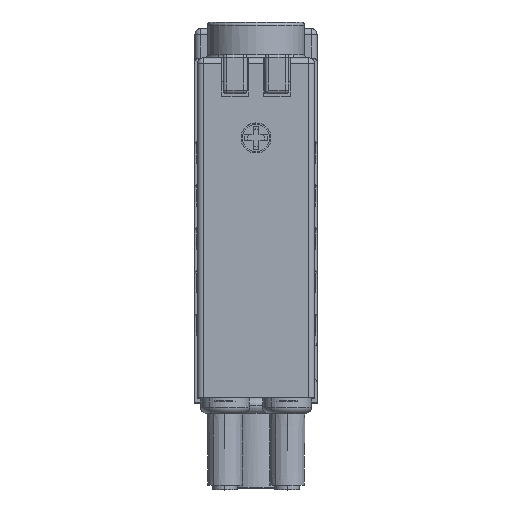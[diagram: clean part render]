
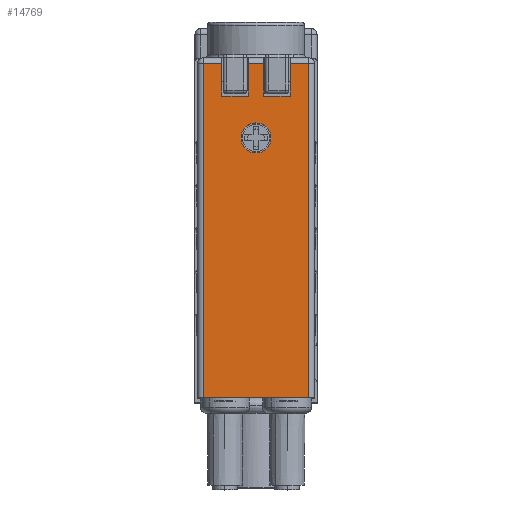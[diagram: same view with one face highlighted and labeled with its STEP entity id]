
A CAD part, top view. The second image highlights one B-rep face of the part: STEP entity #14769.
In plain terms, the highlighted planar face has unit normal (0, 0, 1).
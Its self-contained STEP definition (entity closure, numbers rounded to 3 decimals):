
#491=FACE_BOUND('',#19013,.T.);
#492=FACE_BOUND('',#19014,.T.);
#10701=LINE('',#60297,#12946);
#10703=LINE('',#60306,#12948);
#10707=LINE('',#60325,#12952);
#10709=LINE('',#60331,#12954);
#10712=LINE('',#60345,#12957);
#10719=LINE('',#60372,#12964);
#10720=LINE('',#60374,#12965);
#10724=LINE('',#60381,#12969);
#10728=LINE('',#60388,#12973);
#10729=LINE('',#60390,#12974);
#10735=LINE('',#60401,#12980);
#10739=LINE('',#60408,#12984);
#12946=VECTOR('',#49449,1.);
#12948=VECTOR('',#49457,1.);
#12952=VECTOR('',#49477,1.);
#12954=VECTOR('',#49483,1.);
#12957=VECTOR('',#49498,1.);
#12964=VECTOR('',#49525,1.);
#12965=VECTOR('',#49528,1.);
#12969=VECTOR('',#49534,1.);
#12973=VECTOR('',#49540,1.);
#12974=VECTOR('',#49543,1.);
#12980=VECTOR('',#49551,1.);
#12984=VECTOR('',#49557,1.);
#14769=ADVANCED_FACE('',(#491,#492),#15462,.F.);
#15462=PLANE('',#40198);
#19013=EDGE_LOOP('',(#27281,#27282,#27283,#27284,#27285,#27286,#27287,#27288,
#27289,#27290,#27291,#27292));
#19014=EDGE_LOOP('',(#27293,#27294));
#27281=ORIENTED_EDGE('',*,*,#34540,.T.);
#27282=ORIENTED_EDGE('',*,*,#34533,.T.);
#27283=ORIENTED_EDGE('',*,*,#34573,.F.);
#27284=ORIENTED_EDGE('',*,*,#34521,.T.);
#27285=ORIENTED_EDGE('',*,*,#34530,.T.);
#27286=ORIENTED_EDGE('',*,*,#34563,.F.);
#27287=ORIENTED_EDGE('',*,*,#34562,.F.);
#27288=ORIENTED_EDGE('',*,*,#34569,.F.);
#27289=ORIENTED_EDGE('',*,*,#34517,.T.);
#27290=ORIENTED_EDGE('',*,*,#34554,.F.);
#27291=ORIENTED_EDGE('',*,*,#34553,.F.);
#27292=ORIENTED_EDGE('',*,*,#34558,.F.);
#27293=ORIENTED_EDGE('',*,*,#34547,.F.);
#27294=ORIENTED_EDGE('',*,*,#34574,.F.);
#30291=VERTEX_POINT('',#60295);
#30293=VERTEX_POINT('',#60298);
#30296=VERTEX_POINT('',#60305);
#30297=VERTEX_POINT('',#60307);
#30302=VERTEX_POINT('',#60323);
#30304=VERTEX_POINT('',#60329);
#30306=VERTEX_POINT('',#60332);
#30310=VERTEX_POINT('',#60343);
#30314=VERTEX_POINT('',#60355);
#30316=VERTEX_POINT('',#60359);
#30319=VERTEX_POINT('',#60369);
#30320=VERTEX_POINT('',#60371);
#30323=VERTEX_POINT('',#60385);
#30324=VERTEX_POINT('',#60387);
#34517=EDGE_CURVE('',#30293,#30291,#10701,.T.);
#34521=EDGE_CURVE('',#30297,#30296,#10703,.T.);
#34530=EDGE_CURVE('',#30296,#30302,#10707,.T.);
#34533=EDGE_CURVE('',#30306,#30304,#10709,.T.);
#34540=EDGE_CURVE('',#30310,#30306,#10712,.T.);
#34547=EDGE_CURVE('',#30316,#30314,#36594,.T.);
#34553=EDGE_CURVE('',#30320,#30319,#10719,.T.);
#34554=EDGE_CURVE('',#30319,#30291,#10720,.T.);
#34558=EDGE_CURVE('',#30310,#30320,#10724,.T.);
#34562=EDGE_CURVE('',#30324,#30323,#10728,.T.);
#34563=EDGE_CURVE('',#30323,#30302,#10729,.T.);
#34569=EDGE_CURVE('',#30293,#30324,#10735,.T.);
#34573=EDGE_CURVE('',#30297,#30304,#10739,.T.);
#34574=EDGE_CURVE('',#30314,#30316,#36598,.T.);
#36594=CIRCLE('',#40185,1.25);
#36598=CIRCLE('',#40197,1.25);
#40185=AXIS2_PLACEMENT_3D('',#60360,#49511,#49512);
#40197=AXIS2_PLACEMENT_3D('',#60409,#49558,#49559);
#40198=AXIS2_PLACEMENT_3D('',#60410,#49560,#49561);
#49449=DIRECTION('',(-1.,0.,0.));
#49457=DIRECTION('',(0.,1.,0.));
#49477=DIRECTION('',(-1.,0.,0.));
#49483=DIRECTION('',(0.,-1.,0.));
#49498=DIRECTION('',(-1.,0.,0.));
#49511=DIRECTION('',(0.,0.,1.));
#49512=DIRECTION('',(1.,0.,0.));
#49525=DIRECTION('',(1.,0.,0.));
#49528=DIRECTION('',(0.,1.,0.));
#49534=DIRECTION('',(0.,-1.,0.));
#49540=DIRECTION('',(1.,0.,0.));
#49543=DIRECTION('',(0.,1.,0.));
#49551=DIRECTION('',(0.,-1.,0.));
#49557=DIRECTION('',(-1.,0.,0.));
#49558=DIRECTION('',(0.,0.,1.));
#49559=DIRECTION('',(1.,0.,0.));
#49560=DIRECTION('',(0.,0.,-1.));
#49561=DIRECTION('',(1.,0.,0.));
#60295=CARTESIAN_POINT('',(-0.65,18.4,44.1));
#60297=CARTESIAN_POINT('',(0.,18.4,44.1));
#60298=CARTESIAN_POINT('',(0.65,18.4,44.1));
#60305=CARTESIAN_POINT('',(4.4,18.4,44.1));
#60306=CARTESIAN_POINT('',(4.4,-9.5,44.1));
#60307=CARTESIAN_POINT('',(4.4,-9.5,44.1));
#60323=CARTESIAN_POINT('',(2.85,18.4,44.1));
#60325=CARTESIAN_POINT('',(0.,18.4,44.1));
#60329=CARTESIAN_POINT('',(-4.4,-9.5,44.1));
#60331=CARTESIAN_POINT('',(-4.4,-9.5,44.1));
#60332=CARTESIAN_POINT('',(-4.4,18.4,44.1));
#60343=CARTESIAN_POINT('',(-2.85,18.4,44.1));
#60345=CARTESIAN_POINT('',(0.,18.4,44.1));
#60355=CARTESIAN_POINT('',(-1.25,12.2,44.1));
#60359=CARTESIAN_POINT('',(1.25,12.2,44.1));
#60360=CARTESIAN_POINT('',(0.,12.2,44.1));
#60369=CARTESIAN_POINT('',(-0.65,15.7,44.1));
#60371=CARTESIAN_POINT('',(-2.85,15.7,44.1));
#60372=CARTESIAN_POINT('',(-2.85,15.7,44.1));
#60374=CARTESIAN_POINT('',(-0.65,18.9,44.1));
#60381=CARTESIAN_POINT('',(-2.85,18.9,44.1));
#60385=CARTESIAN_POINT('',(2.85,15.7,44.1));
#60387=CARTESIAN_POINT('',(0.65,15.7,44.1));
#60388=CARTESIAN_POINT('',(0.65,15.7,44.1));
#60390=CARTESIAN_POINT('',(2.85,18.9,44.1));
#60401=CARTESIAN_POINT('',(0.65,18.9,44.1));
#60408=CARTESIAN_POINT('',(4.9,-9.5,44.1));
#60409=CARTESIAN_POINT('',(0.,12.2,44.1));
#60410=CARTESIAN_POINT('',(0.,-9.5,44.1));
